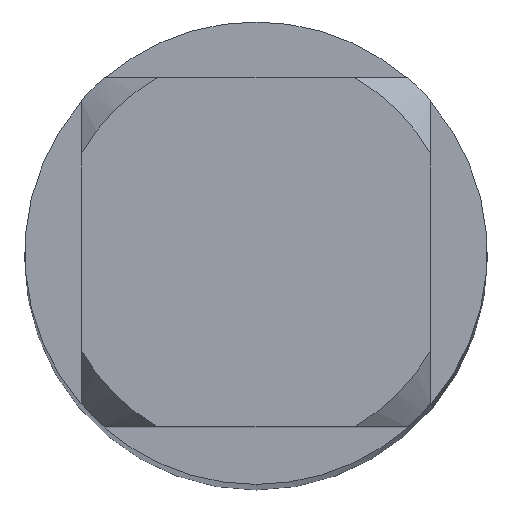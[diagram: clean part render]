
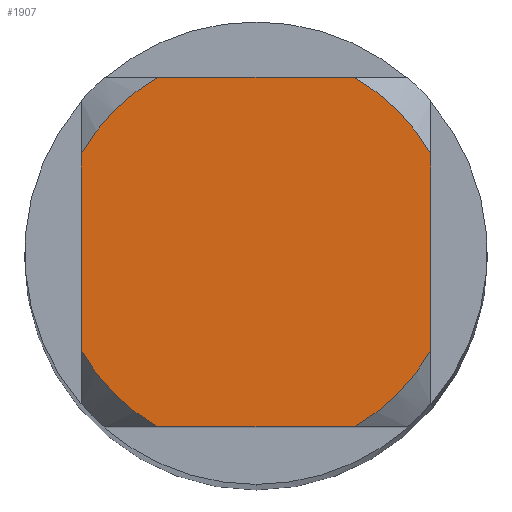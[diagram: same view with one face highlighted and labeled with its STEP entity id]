
A CAD part, top view. The second image highlights one B-rep face of the part: STEP entity #1907.
In plain terms, the highlighted planar face has unit normal (0, 0, 1).
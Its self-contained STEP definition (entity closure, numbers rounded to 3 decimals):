
#1481=VERTEX_POINT('',#4295);
#1665=VERTEX_POINT('',#4499);
#1753=EDGE_CURVE('',#3007,#4051,#4596,.T.);
#1795=EDGE_CURVE('',#1481,#4051,#4641,.T.);
#1907=ADVANCED_FACE('',(#4764),#4765,.T.);
#1961=EDGE_CURVE('',#1665,#3837,#4824,.T.);
#2713=EDGE_CURVE('',#3413,#3355,#5635,.T.);
#2907=EDGE_CURVE('',#1481,#3439,#5845,.T.);
#3007=VERTEX_POINT('',#5952);
#3181=EDGE_CURVE('',#3007,#3837,#6142,.T.);
#3243=EDGE_CURVE('',#3413,#3439,#6208,.T.);
#3355=VERTEX_POINT('',#6336);
#3413=VERTEX_POINT('',#6399);
#3415=EDGE_CURVE('',#1665,#3355,#6401,.T.);
#3439=VERTEX_POINT('',#6426);
#3837=VERTEX_POINT('',#6861);
#4051=VERTEX_POINT('',#7098);
#4295=CARTESIAN_POINT('',(-0.955,-1.7,0.0));
#4499=CARTESIAN_POINT('',(0.955,1.7,0.0));
#4596=CIRCLE('',#8065,1.95);
#4641=LINE('',#8147,#8148);
#4764=FACE_OUTER_BOUND('',#8573,.T.);
#4765=PLANE('',#8574);
#4824=CIRCLE('',#9085,1.95);
#5635=CIRCLE('',#11133,1.95);
#5845=CIRCLE('',#11787,1.95);
#5952=CARTESIAN_POINT('',(1.7,-0.955,0.0));
#6142=LINE('',#12511,#12512);
#6208=LINE('',#12836,#12837);
#6336=CARTESIAN_POINT('',(-0.955,1.7,0.0));
#6399=CARTESIAN_POINT('',(-1.7,0.955,0.0));
#6401=LINE('',#13254,#13255);
#6426=CARTESIAN_POINT('',(-1.7,-0.955,0.0));
#6861=CARTESIAN_POINT('',(1.7,0.955,0.0));
#7098=CARTESIAN_POINT('',(0.955,-1.7,0.0));
#8065=AXIS2_PLACEMENT_3D('',#15680,#15681,#15682);
#8147=CARTESIAN_POINT('',(0.0,-1.7,0.0));
#8148=VECTOR('',#15729,1.0);
#8573=EDGE_LOOP('',(#15869,#15870,#15871,#15872,#15873,#15874,#15875,#15876));
#8574=AXIS2_PLACEMENT_3D('',#15877,#15878,#15879);
#9085=AXIS2_PLACEMENT_3D('',#16107,#16108,#16109);
#11133=AXIS2_PLACEMENT_3D('',#16840,#16841,#16842);
#11787=AXIS2_PLACEMENT_3D('',#17124,#17125,#17126);
#12511=CARTESIAN_POINT('',(1.7,0.488,0.0));
#12512=VECTOR('',#17436,1.0);
#12836=CARTESIAN_POINT('',(-1.7,0.488,0.0));
#12837=VECTOR('',#17485,1.0);
#13254=CARTESIAN_POINT('',(0.0,1.7,0.0));
#13255=VECTOR('',#17734,1.0);
#15680=CARTESIAN_POINT('',(0.0,0.0,0.0));
#15681=DIRECTION('',(0.0,0.0,-1.0));
#15682=DIRECTION('',(0.0,1.0,0.0));
#15729=DIRECTION('',(1.0,0.0,0.0));
#15869=ORIENTED_EDGE('',*,*,#3243,.T.);
#15870=ORIENTED_EDGE('',*,*,#2907,.F.);
#15871=ORIENTED_EDGE('',*,*,#1795,.T.);
#15872=ORIENTED_EDGE('',*,*,#1753,.F.);
#15873=ORIENTED_EDGE('',*,*,#3181,.T.);
#15874=ORIENTED_EDGE('',*,*,#1961,.F.);
#15875=ORIENTED_EDGE('',*,*,#3415,.T.);
#15876=ORIENTED_EDGE('',*,*,#2713,.F.);
#15877=CARTESIAN_POINT('',(0.0,0.975,0.0));
#15878=DIRECTION('',(-0.0,0.0,1.0));
#15879=DIRECTION('',(0.0,-1.0,0.0));
#16107=CARTESIAN_POINT('',(0.0,0.0,0.0));
#16108=DIRECTION('',(0.0,0.0,-1.0));
#16109=DIRECTION('',(0.0,1.0,0.0));
#16840=CARTESIAN_POINT('',(0.0,0.0,0.0));
#16841=DIRECTION('',(0.0,0.0,-1.0));
#16842=DIRECTION('',(0.0,1.0,0.0));
#17124=CARTESIAN_POINT('',(0.0,0.0,0.0));
#17125=DIRECTION('',(0.0,0.0,-1.0));
#17126=DIRECTION('',(0.0,1.0,0.0));
#17436=DIRECTION('',(-0.0,1.0,0.0));
#17485=DIRECTION('',(-0.0,-1.0,0.0));
#17734=DIRECTION('',(-1.0,0.0,0.0));
